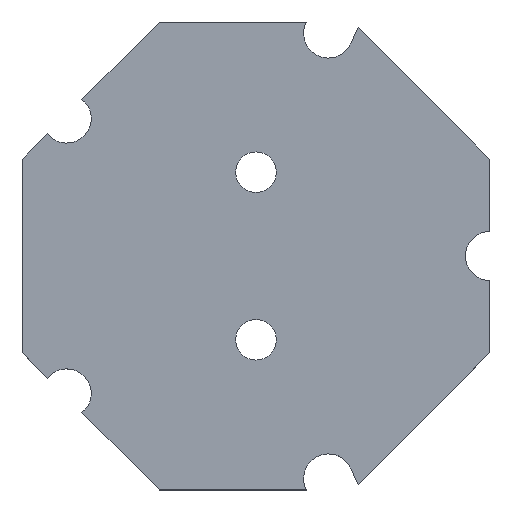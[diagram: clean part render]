
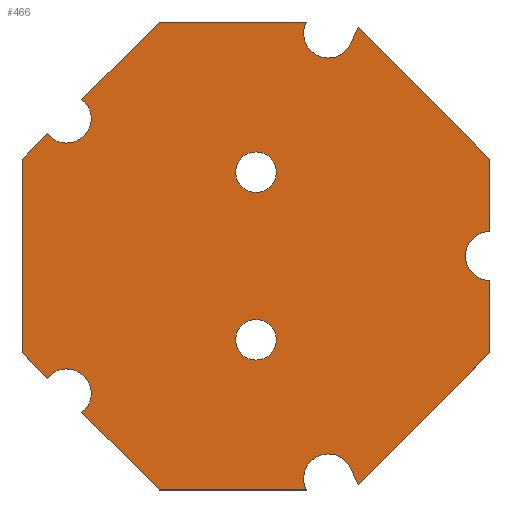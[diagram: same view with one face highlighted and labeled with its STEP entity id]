
A CAD part, top view. The second image highlights one B-rep face of the part: STEP entity #466.
In plain terms, the highlighted planar face has unit normal (0, 0, 1).
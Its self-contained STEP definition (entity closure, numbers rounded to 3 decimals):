
#79=LINE('',#709,#123);
#80=LINE('',#712,#124);
#81=LINE('',#716,#125);
#82=LINE('',#718,#126);
#83=LINE('',#722,#127);
#84=LINE('',#724,#128);
#85=LINE('',#726,#129);
#86=LINE('',#730,#130);
#87=LINE('',#732,#131);
#88=LINE('',#736,#132);
#89=LINE('',#738,#133);
#90=LINE('',#740,#134);
#91=LINE('',#744,#135);
#123=VECTOR('',#561,1000.);
#124=VECTOR('',#562,1000.);
#125=VECTOR('',#565,1000.);
#126=VECTOR('',#566,1000.);
#127=VECTOR('',#569,1000.);
#128=VECTOR('',#570,1000.);
#129=VECTOR('',#571,1000.);
#130=VECTOR('',#574,1000.);
#131=VECTOR('',#575,1000.);
#132=VECTOR('',#578,1000.);
#133=VECTOR('',#579,1000.);
#134=VECTOR('',#580,1000.);
#135=VECTOR('',#583,1000.);
#167=ORIENTED_EDGE('',*,*,#283,.F.);
#168=ORIENTED_EDGE('',*,*,#284,.F.);
#169=ORIENTED_EDGE('',*,*,#285,.T.);
#170=ORIENTED_EDGE('',*,*,#286,.T.);
#171=ORIENTED_EDGE('',*,*,#287,.F.);
#172=ORIENTED_EDGE('',*,*,#288,.T.);
#173=ORIENTED_EDGE('',*,*,#289,.T.);
#174=ORIENTED_EDGE('',*,*,#290,.F.);
#175=ORIENTED_EDGE('',*,*,#291,.T.);
#176=ORIENTED_EDGE('',*,*,#292,.T.);
#177=ORIENTED_EDGE('',*,*,#293,.T.);
#178=ORIENTED_EDGE('',*,*,#294,.F.);
#179=ORIENTED_EDGE('',*,*,#295,.T.);
#180=ORIENTED_EDGE('',*,*,#296,.T.);
#181=ORIENTED_EDGE('',*,*,#297,.F.);
#182=ORIENTED_EDGE('',*,*,#298,.F.);
#183=ORIENTED_EDGE('',*,*,#299,.T.);
#184=ORIENTED_EDGE('',*,*,#300,.T.);
#185=ORIENTED_EDGE('',*,*,#301,.F.);
#186=ORIENTED_EDGE('',*,*,#302,.T.);
#283=EDGE_CURVE('',#341,#341,#381,.T.);
#284=EDGE_CURVE('',#342,#342,#382,.T.);
#285=EDGE_CURVE('',#343,#344,#79,.T.);
#286=EDGE_CURVE('',#344,#345,#80,.T.);
#287=EDGE_CURVE('',#346,#345,#383,.T.);
#288=EDGE_CURVE('',#346,#347,#81,.T.);
#289=EDGE_CURVE('',#347,#348,#82,.T.);
#290=EDGE_CURVE('',#349,#348,#384,.T.);
#291=EDGE_CURVE('',#349,#350,#83,.T.);
#292=EDGE_CURVE('',#350,#351,#84,.T.);
#293=EDGE_CURVE('',#351,#352,#85,.T.);
#294=EDGE_CURVE('',#353,#352,#385,.T.);
#295=EDGE_CURVE('',#353,#354,#86,.T.);
#296=EDGE_CURVE('',#354,#355,#87,.T.);
#297=EDGE_CURVE('',#356,#355,#386,.T.);
#298=EDGE_CURVE('',#357,#356,#88,.T.);
#299=EDGE_CURVE('',#357,#358,#89,.T.);
#300=EDGE_CURVE('',#358,#359,#90,.T.);
#301=EDGE_CURVE('',#360,#359,#387,.T.);
#302=EDGE_CURVE('',#360,#343,#91,.T.);
#341=VERTEX_POINT('',#706);
#342=VERTEX_POINT('',#708);
#343=VERTEX_POINT('',#710);
#344=VERTEX_POINT('',#711);
#345=VERTEX_POINT('',#713);
#346=VERTEX_POINT('',#715);
#347=VERTEX_POINT('',#717);
#348=VERTEX_POINT('',#719);
#349=VERTEX_POINT('',#721);
#350=VERTEX_POINT('',#723);
#351=VERTEX_POINT('',#725);
#352=VERTEX_POINT('',#727);
#353=VERTEX_POINT('',#729);
#354=VERTEX_POINT('',#731);
#355=VERTEX_POINT('',#733);
#356=VERTEX_POINT('',#735);
#357=VERTEX_POINT('',#737);
#358=VERTEX_POINT('',#739);
#359=VERTEX_POINT('',#741);
#360=VERTEX_POINT('',#743);
#381=CIRCLE('',#502,4.12);
#382=CIRCLE('',#503,4.12);
#383=CIRCLE('',#504,5.);
#384=CIRCLE('',#505,5.);
#385=CIRCLE('',#506,5.);
#386=CIRCLE('',#507,5.);
#387=CIRCLE('',#508,5.);
#395=EDGE_LOOP('',(#167));
#396=EDGE_LOOP('',(#168));
#397=EDGE_LOOP('',(#169,#170,#171,#172,#173,#174,#175,#176,#177,#178,#179,
#180,#181,#182,#183,#184,#185,#186));
#423=FACE_BOUND('',#395,.T.);
#424=FACE_BOUND('',#396,.T.);
#425=FACE_BOUND('',#397,.T.);
#451=PLANE('',#501);
#466=ADVANCED_FACE('',(#423,#424,#425),#451,.T.);
#501=AXIS2_PLACEMENT_3D('',#704,#555,#556);
#502=AXIS2_PLACEMENT_3D('',#705,#557,#558);
#503=AXIS2_PLACEMENT_3D('',#707,#559,#560);
#504=AXIS2_PLACEMENT_3D('',#714,#563,#564);
#505=AXIS2_PLACEMENT_3D('',#720,#567,#568);
#506=AXIS2_PLACEMENT_3D('',#728,#572,#573);
#507=AXIS2_PLACEMENT_3D('',#734,#576,#577);
#508=AXIS2_PLACEMENT_3D('',#742,#581,#582);
#555=DIRECTION('',(0.,0.,1.));
#556=DIRECTION('',(1.,0.,0.));
#557=DIRECTION('',(0.,0.,1.));
#558=DIRECTION('',(1.,0.,0.));
#559=DIRECTION('',(0.,0.,1.));
#560=DIRECTION('',(1.,0.,0.));
#561=DIRECTION('',(-0.707,0.707,0.));
#562=DIRECTION('',(-0.423,-0.906,0.));
#563=DIRECTION('',(0.,0.,1.));
#564=DIRECTION('',(0.309,0.951,0.));
#565=DIRECTION('',(-1.,0.,0.));
#566=DIRECTION('',(-0.707,-0.707,0.));
#567=DIRECTION('',(0.,0.,1.));
#568=DIRECTION('',(-0.809,0.588,0.));
#569=DIRECTION('',(-0.707,-0.707,0.));
#570=DIRECTION('',(0.,-1.,0.));
#571=DIRECTION('',(0.707,-0.707,0.));
#572=DIRECTION('',(0.,0.,1.));
#573=DIRECTION('',(-0.809,-0.588,0.));
#574=DIRECTION('',(0.707,-0.707,0.));
#575=DIRECTION('',(1.,0.,0.));
#576=DIRECTION('',(0.,0.,1.));
#577=DIRECTION('',(0.309,-0.951,0.));
#578=DIRECTION('',(-0.423,0.906,0.));
#579=DIRECTION('',(0.707,0.707,0.));
#580=DIRECTION('',(0.,1.,0.));
#581=DIRECTION('',(0.,0.,1.));
#582=DIRECTION('',(1.,0.,0.));
#583=DIRECTION('',(0.,1.,0.));
#704=CARTESIAN_POINT('',(0.,0.,2.));
#705=CARTESIAN_POINT('',(0.,-17.,2.));
#706=CARTESIAN_POINT('',(4.12,-17.,2.));
#707=CARTESIAN_POINT('',(0.,17.,2.));
#708=CARTESIAN_POINT('',(4.12,17.,2.));
#709=CARTESIAN_POINT('',(47.5,19.675,2.));
#710=CARTESIAN_POINT('',(47.5,19.675,2.));
#711=CARTESIAN_POINT('',(20.769,46.406,2.));
#712=CARTESIAN_POINT('',(-0.715,0.333,2.));
#713=CARTESIAN_POINT('',(19.21,43.062,2.));
#714=CARTESIAN_POINT('',(14.678,45.175,2.));
#715=CARTESIAN_POINT('',(10.252,47.5,2.));
#716=CARTESIAN_POINT('',(19.675,47.5,2.));
#717=CARTESIAN_POINT('',(-19.675,47.5,2.));
#718=CARTESIAN_POINT('',(-19.675,47.5,2.));
#719=CARTESIAN_POINT('',(-35.331,31.845,2.));
#720=CARTESIAN_POINT('',(-38.428,27.92,2.));
#721=CARTESIAN_POINT('',(-42.353,24.822,2.));
#722=CARTESIAN_POINT('',(-19.675,47.5,2.));
#723=CARTESIAN_POINT('',(-47.5,19.675,2.));
#724=CARTESIAN_POINT('',(-47.5,19.675,2.));
#725=CARTESIAN_POINT('',(-47.5,-19.675,2.));
#726=CARTESIAN_POINT('',(-47.5,-19.675,2.));
#727=CARTESIAN_POINT('',(-42.353,-24.822,2.));
#728=CARTESIAN_POINT('',(-38.428,-27.92,2.));
#729=CARTESIAN_POINT('',(-35.331,-31.845,2.));
#730=CARTESIAN_POINT('',(-47.5,-19.675,2.));
#731=CARTESIAN_POINT('',(-19.675,-47.5,2.));
#732=CARTESIAN_POINT('',(-19.675,-47.5,2.));
#733=CARTESIAN_POINT('',(10.252,-47.5,2.));
#734=CARTESIAN_POINT('',(14.678,-45.175,2.));
#735=CARTESIAN_POINT('',(19.21,-43.062,2.));
#736=CARTESIAN_POINT('',(-0.715,-0.333,2.));
#737=CARTESIAN_POINT('',(20.769,-46.406,2.));
#738=CARTESIAN_POINT('',(19.675,-47.5,2.));
#739=CARTESIAN_POINT('',(47.5,-19.675,2.));
#740=CARTESIAN_POINT('',(47.5,-19.675,2.));
#741=CARTESIAN_POINT('',(47.5,-5.,2.));
#742=CARTESIAN_POINT('',(47.5,0.,2.));
#743=CARTESIAN_POINT('',(47.5,5.,2.));
#744=CARTESIAN_POINT('',(47.5,-19.675,2.));
